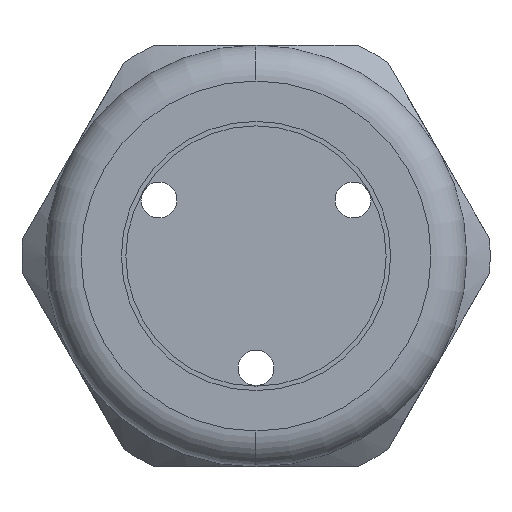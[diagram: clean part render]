
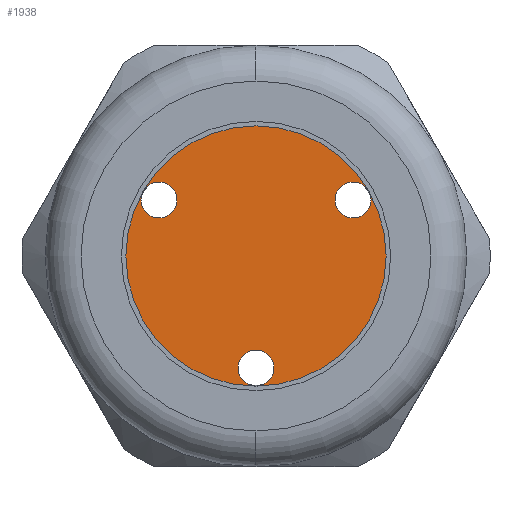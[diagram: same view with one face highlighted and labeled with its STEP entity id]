
A CAD part, left-side view. The second image highlights one B-rep face of the part: STEP entity #1938.
In plain terms, the highlighted planar face has unit normal (-1, 0, 0).
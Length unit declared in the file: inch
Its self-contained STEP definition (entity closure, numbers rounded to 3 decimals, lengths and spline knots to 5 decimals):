
#1935 = EDGE_CURVE ( 'NONE', #2011, #2010, #5546, .T. ) ;
#1938 = ADVANCED_FACE ( 'NONE', ( #5541, #5540, #5539, #5538 ), #5537, .T. ) ;
#1939 = EDGE_LOOP ( 'NONE', ( #1940, #1942 ) ) ;
#1940 = ORIENTED_EDGE ( 'NONE', *, *, #1941, .F. ) ;
#1941 = EDGE_CURVE ( 'NONE', #2046, #2042, #5532, .T. ) ;
#1942 = ORIENTED_EDGE ( 'NONE', *, *, #2044, .F. ) ;
#1943 = EDGE_LOOP ( 'NONE', ( #1944, #1946 ) ) ;
#1944 = ORIENTED_EDGE ( 'NONE', *, *, #1945, .F. ) ;
#1945 = EDGE_CURVE ( 'NONE', #2060, #2057, #5526, .T. ) ;
#1946 = ORIENTED_EDGE ( 'NONE', *, *, #2059, .F. ) ;
#1950 = EDGE_CURVE ( 'NONE', #2003, #2000, #5585, .T. ) ;
#1951 = ORIENTED_EDGE ( 'NONE', *, *, #2002, .F. ) ;
#1952 = EDGE_LOOP ( 'NONE', ( #1953, #1954 ) ) ;
#1953 = ORIENTED_EDGE ( 'NONE', *, *, #1935, .T. ) ;
#1954 = ORIENTED_EDGE ( 'NONE', *, *, #2009, .T. ) ;
#2000 = VERTEX_POINT ( 'NONE', #5621 ) ;
#2002 = EDGE_CURVE ( 'NONE', #2000, #2003, #5620, .T. ) ;
#2003 = VERTEX_POINT ( 'NONE', #5677 ) ;
#2009 = EDGE_CURVE ( 'NONE', #2010, #2011, #5665, .T. ) ;
#2010 = VERTEX_POINT ( 'NONE', #5661 ) ;
#2011 = VERTEX_POINT ( 'NONE', #5660 ) ;
#2028 = EDGE_LOOP ( 'NONE', ( #2029, #1951 ) ) ;
#2029 = ORIENTED_EDGE ( 'NONE', *, *, #1950, .F. ) ;
#2042 = VERTEX_POINT ( 'NONE', #5692 ) ;
#2044 = EDGE_CURVE ( 'NONE', #2042, #2046, #5691, .T. ) ;
#2046 = VERTEX_POINT ( 'NONE', #5686 ) ;
#2057 = VERTEX_POINT ( 'NONE', #5729 ) ;
#2059 = EDGE_CURVE ( 'NONE', #2057, #2060, #5728, .T. ) ;
#2060 = VERTEX_POINT ( 'NONE', #5723 ) ;
#5521 = DIRECTION ( 'NONE',  ( 0., 0.866, -0.5 ) ) ;
#5522 = DIRECTION ( 'NONE',  ( -1., 0., 0. ) ) ;
#5523 = CARTESIAN_POINT ( 'NONE',  ( -1.35, -0.21637, 0.12492 ) ) ;
#5524 = AXIS2_PLACEMENT_3D ( 'NONE', #5523, #5522, #5521 ) ;
#5526 = CIRCLE ( 'NONE', #5524, 0.04 ) ;
#5528 = DIRECTION ( 'NONE',  ( 0., -0.866, -0.5 ) ) ;
#5529 = DIRECTION ( 'NONE',  ( -1., 0., 0. ) ) ;
#5530 = CARTESIAN_POINT ( 'NONE',  ( -1.35, 0.21637, 0.12492 ) ) ;
#5531 = AXIS2_PLACEMENT_3D ( 'NONE', #5530, #5529, #5528 ) ;
#5532 = CIRCLE ( 'NONE', #5531, 0.04 ) ;
#5533 = DIRECTION ( 'NONE',  ( 0., 0., 1. ) ) ;
#5534 = DIRECTION ( 'NONE',  ( -1., 0., 0. ) ) ;
#5535 = CARTESIAN_POINT ( 'NONE',  ( -1.35, 0., 0. ) ) ;
#5536 = AXIS2_PLACEMENT_3D ( 'NONE', #5535, #5534, #5533 ) ;
#5537 = PLANE ( 'NONE',  #5536 ) ;
#5538 = FACE_OUTER_BOUND ( 'NONE', #1952, .T. ) ;
#5539 = FACE_BOUND ( 'NONE', #2028, .T. ) ;
#5540 = FACE_BOUND ( 'NONE', #1943, .T. ) ;
#5541 = FACE_BOUND ( 'NONE', #1939, .T. ) ;
#5542 = DIRECTION ( 'NONE',  ( 0., 0., 1. ) ) ;
#5543 = DIRECTION ( 'NONE',  ( -1., 0., 0. ) ) ;
#5544 = CARTESIAN_POINT ( 'NONE',  ( -1.35, 0., 0. ) ) ;
#5545 = AXIS2_PLACEMENT_3D ( 'NONE', #5544, #5543, #5542 ) ;
#5546 = CIRCLE ( 'NONE', #5545, 0.29 ) ;
#5581 = DIRECTION ( 'NONE',  ( 0., 0., 1. ) ) ;
#5582 = DIRECTION ( 'NONE',  ( -1., 0., 0. ) ) ;
#5583 = CARTESIAN_POINT ( 'NONE',  ( -1.35, 0., -0.24984 ) ) ;
#5584 = AXIS2_PLACEMENT_3D ( 'NONE', #5583, #5582, #5581 ) ;
#5585 = CIRCLE ( 'NONE', #5584, 0.04 ) ;
#5619 = AXIS2_PLACEMENT_3D ( 'NONE', #5680, #5679, #5678 ) ;
#5620 = CIRCLE ( 'NONE', #5619, 0.04 ) ;
#5621 = CARTESIAN_POINT ( 'NONE',  ( -1.35, 0., -0.28984 ) ) ;
#5660 = CARTESIAN_POINT ( 'NONE',  ( -1.35, 0., 0.29 ) ) ;
#5661 = CARTESIAN_POINT ( 'NONE',  ( -1.35, 0., -0.29 ) ) ;
#5662 = DIRECTION ( 'NONE',  ( 0., 0., 1. ) ) ;
#5663 = DIRECTION ( 'NONE',  ( -1., 0., 0. ) ) ;
#5664 = AXIS2_PLACEMENT_3D ( 'NONE', #5671, #5663, #5662 ) ;
#5665 = CIRCLE ( 'NONE', #5664, 0.29 ) ;
#5671 = CARTESIAN_POINT ( 'NONE',  ( -1.35, 0., 0. ) ) ;
#5677 = CARTESIAN_POINT ( 'NONE',  ( -1.35, 0., -0.20984 ) ) ;
#5678 = DIRECTION ( 'NONE',  ( 0., 0., 1. ) ) ;
#5679 = DIRECTION ( 'NONE',  ( -1., 0., 0. ) ) ;
#5680 = CARTESIAN_POINT ( 'NONE',  ( -1.35, 0., -0.24984 ) ) ;
#5686 = CARTESIAN_POINT ( 'NONE',  ( -1.35, 0.21637, 0.16492 ) ) ;
#5687 = DIRECTION ( 'NONE',  ( 0., -0.866, -0.5 ) ) ;
#5688 = DIRECTION ( 'NONE',  ( -1., 0., 0. ) ) ;
#5689 = CARTESIAN_POINT ( 'NONE',  ( -1.35, 0.21637, 0.12492 ) ) ;
#5690 = AXIS2_PLACEMENT_3D ( 'NONE', #5689, #5688, #5687 ) ;
#5691 = CIRCLE ( 'NONE', #5690, 0.04 ) ;
#5692 = CARTESIAN_POINT ( 'NONE',  ( -1.35, 0.21637, 0.08492 ) ) ;
#5723 = CARTESIAN_POINT ( 'NONE',  ( -1.35, -0.21637, 0.16492 ) ) ;
#5724 = DIRECTION ( 'NONE',  ( 0., 0.866, -0.5 ) ) ;
#5725 = DIRECTION ( 'NONE',  ( -1., 0., 0. ) ) ;
#5726 = CARTESIAN_POINT ( 'NONE',  ( -1.35, -0.21637, 0.12492 ) ) ;
#5727 = AXIS2_PLACEMENT_3D ( 'NONE', #5726, #5725, #5724 ) ;
#5728 = CIRCLE ( 'NONE', #5727, 0.04 ) ;
#5729 = CARTESIAN_POINT ( 'NONE',  ( -1.35, -0.21637, 0.08492 ) ) ;
